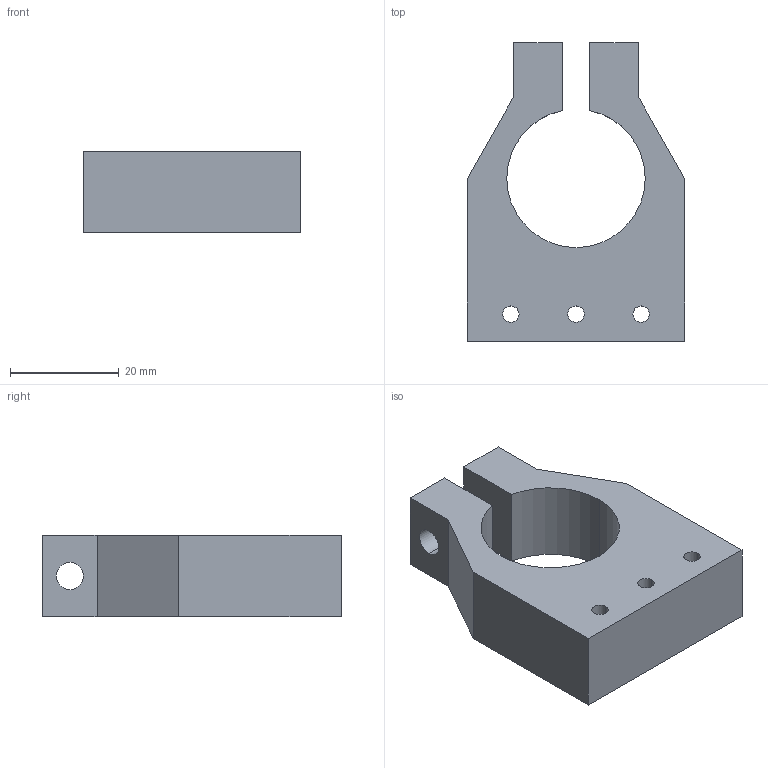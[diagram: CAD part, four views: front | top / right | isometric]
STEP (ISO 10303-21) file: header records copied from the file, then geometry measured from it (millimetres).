
FILE_DESCRIPTION (( 'STEP AP203' ), '1' );
FILE_NAME ('support de torche parti1.STEP', '2021-03-17T18:39:06', ( '' ), ( '' ), 'SwSTEP 2.0', 'SolidWorks 2018', '' );
FILE_SCHEMA (( 'CONFIG_CONTROL_DESIGN' ));
Length unit declared in the file: millimetre
Products named in the file (1): support de torche parti1
Bounding box: 40 x 55 x 15 mm (x, y, z)
Volume: 18762.1 mm3; surface area: 7523 mm2
Topology: 1 solids, 1 shells, 35 faces, 90 edges, 60 vertices
Faces by surface type: cylinder 19, plane 16
Entity records: 1179 total; most frequent: DIRECTION 200, CARTESIAN_POINT 186, ORIENTED_EDGE 180, EDGE_CURVE 90, AXIS2_PLACEMENT_3D 74, VERTEX_POINT 60, VECTOR 52, LINE 52
